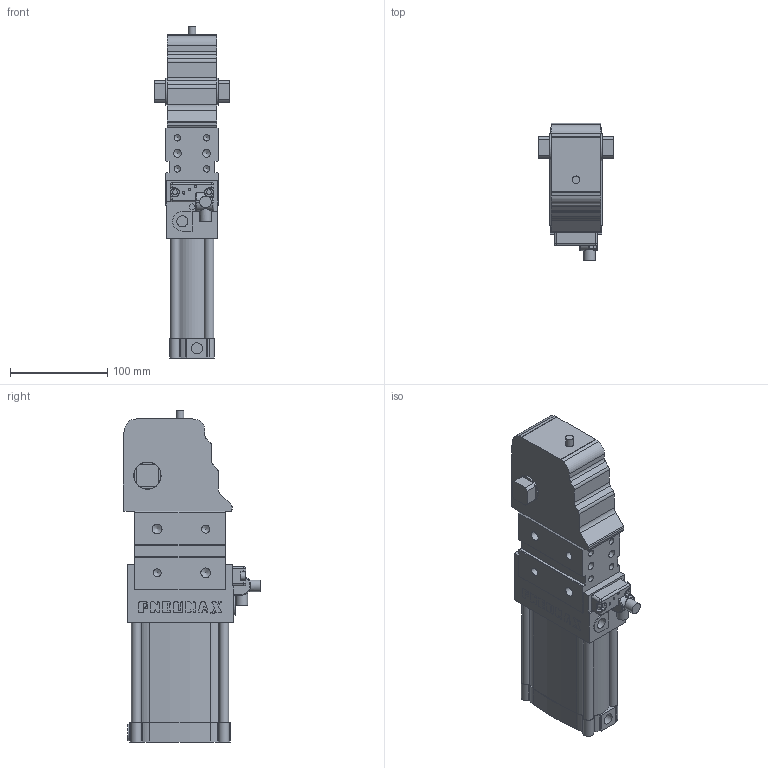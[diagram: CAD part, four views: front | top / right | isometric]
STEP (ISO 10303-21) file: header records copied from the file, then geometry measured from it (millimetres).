
FILE_DESCRIPTION(/* description */ (''),/* implementation_level */ '2;1');
FILE_NAME(/* name */ 'C1P63EG###.stp',/* time_stamp */ '2015-06-30T11:28:02+02:00',/* author */ ('donadda1'),/* organization */ ('Pneumax S.p.A.'),/* preprocessor_version */ 'ST-DEVELOPER v15.2',/* originating_system */ 'Autodesk Inventor 2014',/* authorisation */ '');
FILE_SCHEMA (('AUTOMOTIVE_DESIGN { 1 0 10303 214 3 1 1 }'));
Length unit declared in the file: millimetre
Products named in the file (4): CHIUSURA 63-01; SENSOR_PNX; SENSOR_PNX_CONN_90°; C1P63EG###
Bounding box: 78 x 141.67 x 341.5 mm (x, y, z)
Volume: 1612383.8 mm3; surface area: 137586.4 mm2
Topology: 3 solids, 3 shells, 384 faces, 1095 edges, 762 vertices
Faces by surface type: plane 202, cylinder 139, cone 24, bspline 9, torus 8, sphere 2
Full cylindrical faces by diameter (mm): 4.134 x2, 5 x4, 5.489 x4, 6.647 x8, 7.9 x1, 8 x4, 8.376 x4, 8.5 x4, 10 x4, 11.445 x2, 12 x2, 17 x2, 22 x1, 28 x2
Entity records: 12473 total; most frequent: CARTESIAN_POINT 2385, DIRECTION 2133, ORIENTED_EDGE 1994, EDGE_CURVE 997, AXIS2_PLACEMENT_3D 769, VERTEX_POINT 732, LINE 595, VECTOR 595
